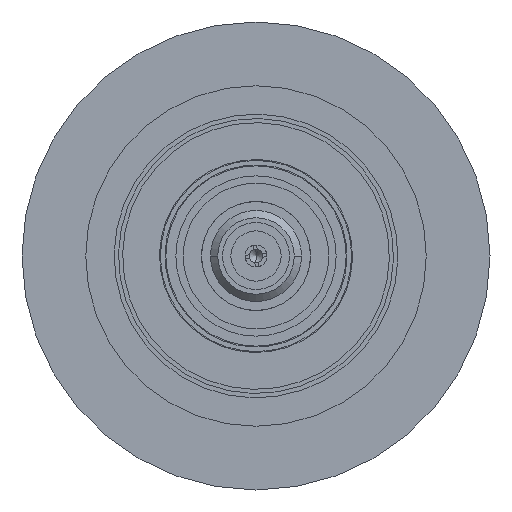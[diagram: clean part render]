
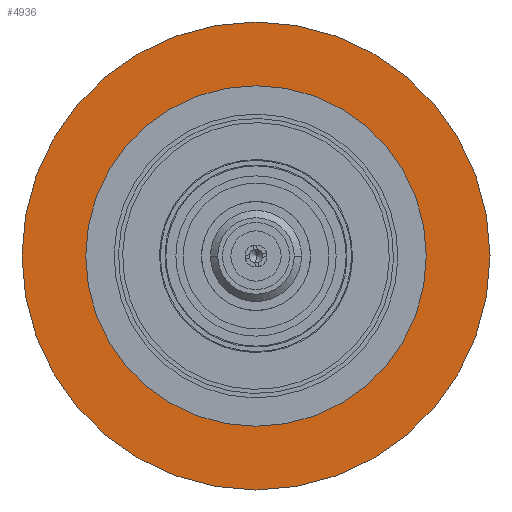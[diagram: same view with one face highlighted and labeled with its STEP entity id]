
A CAD part, left-side view. The second image highlights one B-rep face of the part: STEP entity #4936.
In plain terms, the highlighted planar face has unit normal (-1, 0, 0).
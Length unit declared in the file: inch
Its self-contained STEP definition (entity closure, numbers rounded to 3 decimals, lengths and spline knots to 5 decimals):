
#287 = EDGE_LOOP ( 'NONE', ( #5076, #5075 ) ) ;
#332 = VERTEX_POINT ( 'NONE', #1108 ) ;
#766 = CARTESIAN_POINT ( 'NONE',  ( 0., 0., 0.6425 ) ) ;
#1108 = CARTESIAN_POINT ( 'NONE',  ( 0., 0., 0.4675 ) ) ;
#1354 = CIRCLE ( 'NONE', #1378, 0.6425 ) ;
#1371 = CIRCLE ( 'NONE', #1376, 0.4675 ) ;
#1373 = CIRCLE ( 'NONE', #1404, 0.6425 ) ;
#1376 = AXIS2_PLACEMENT_3D ( 'NONE', #6809, #6810, #6811 ) ;
#1378 = AXIS2_PLACEMENT_3D ( 'NONE', #6819, #6820, #6821 ) ;
#1404 = AXIS2_PLACEMENT_3D ( 'NONE', #6368, #6369, #6370 ) ;
#1682 = CARTESIAN_POINT ( 'NONE',  ( 0., 0., -0.6425 ) ) ;
#1949 = CARTESIAN_POINT ( 'NONE',  ( 0., 0., 0. ) ) ;
#1950 = DIRECTION ( 'NONE',  ( 1., 0., 0. ) ) ;
#1951 = DIRECTION ( 'NONE',  ( 0., 0., -1. ) ) ;
#2801 = EDGE_CURVE ( 'NONE', #332, #3333, #3863, .T. ) ;
#3221 = EDGE_CURVE ( 'NONE', #3333, #332, #1371, .T. ) ;
#3224 = EDGE_CURVE ( 'NONE', #6045, #6183, #1354, .T. ) ;
#3333 = VERTEX_POINT ( 'NONE', #6912 ) ;
#3456 = AXIS2_PLACEMENT_3D ( 'NONE', #6632, #6640, #6641 ) ;
#3573 = EDGE_CURVE ( 'NONE', #6183, #6045, #1373, .T. ) ;
#3759 = AXIS2_PLACEMENT_3D ( 'NONE', #1949, #1950, #1951 ) ;
#3863 = CIRCLE ( 'NONE', #3759, 0.4675 ) ;
#4936 = ADVANCED_FACE ( 'NONE', ( #6636, #6637 ), #6638, .F. ) ;
#5075 = ORIENTED_EDGE ( 'NONE', *, *, #3221, .T. ) ;
#5076 = ORIENTED_EDGE ( 'NONE', *, *, #2801, .T. ) ;
#5077 = ORIENTED_EDGE ( 'NONE', *, *, #3573, .F. ) ;
#5078 = ORIENTED_EDGE ( 'NONE', *, *, #3224, .F. ) ;
#5131 = EDGE_LOOP ( 'NONE', ( #5078, #5077 ) ) ;
#6045 = VERTEX_POINT ( 'NONE', #766 ) ;
#6183 = VERTEX_POINT ( 'NONE', #1682 ) ;
#6368 = CARTESIAN_POINT ( 'NONE',  ( 0., 0., 0. ) ) ;
#6369 = DIRECTION ( 'NONE',  ( 1., 0., 0. ) ) ;
#6370 = DIRECTION ( 'NONE',  ( 0., 0., -1. ) ) ;
#6632 = CARTESIAN_POINT ( 'NONE',  ( 0., 0., 0. ) ) ;
#6636 = FACE_OUTER_BOUND ( 'NONE', #5131, .T. ) ;
#6637 = FACE_BOUND ( 'NONE', #287, .T. ) ;
#6638 = PLANE ( 'NONE',  #3456 ) ;
#6640 = DIRECTION ( 'NONE',  ( 1., 0., 0. ) ) ;
#6641 = DIRECTION ( 'NONE',  ( 0., 0., -1. ) ) ;
#6809 = CARTESIAN_POINT ( 'NONE',  ( 0., 0., 0. ) ) ;
#6810 = DIRECTION ( 'NONE',  ( 1., 0., 0. ) ) ;
#6811 = DIRECTION ( 'NONE',  ( 0., 0., -1. ) ) ;
#6819 = CARTESIAN_POINT ( 'NONE',  ( 0., 0., 0. ) ) ;
#6820 = DIRECTION ( 'NONE',  ( 1., 0., 0. ) ) ;
#6821 = DIRECTION ( 'NONE',  ( 0., 0., -1. ) ) ;
#6912 = CARTESIAN_POINT ( 'NONE',  ( 0., 0., -0.4675 ) ) ;
